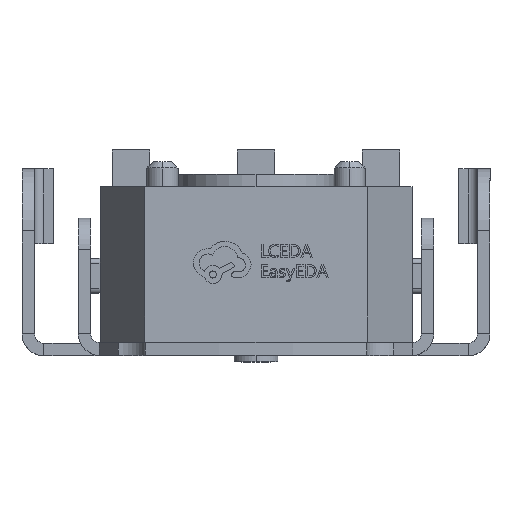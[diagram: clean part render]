
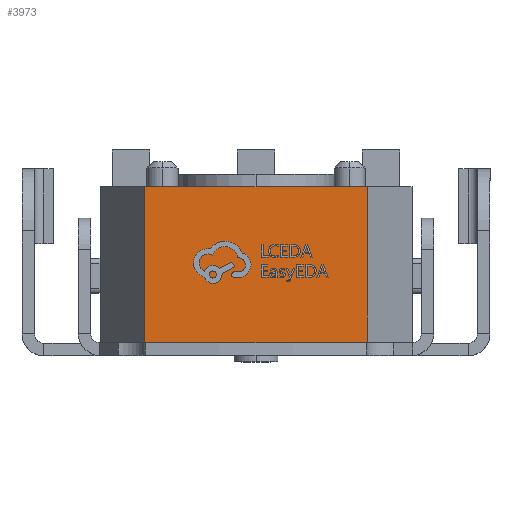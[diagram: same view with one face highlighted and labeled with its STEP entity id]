
A CAD part, top view. The second image highlights one B-rep face of the part: STEP entity #3973.
In plain terms, the highlighted planar face has unit normal (0, 0, 1).
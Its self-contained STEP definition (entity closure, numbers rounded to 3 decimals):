
#1229 = ORIENTED_EDGE ( 'NONE', *, *, #3676, .F. ) ;
#1266 = ORIENTED_EDGE ( 'NONE', *, *, #9762, .F. ) ;
#1731 = PLANE ( 'NONE',  #10856 ) ;
#2352 = DIRECTION ( 'NONE',  ( 1., 0., 0. ) ) ;
#2643 = CARTESIAN_POINT ( 'NONE',  ( -1.781, -1.34, 7. ) ) ;
#2656 = ORIENTED_EDGE ( 'NONE', *, *, #2780, .T. ) ;
#2780 = EDGE_CURVE ( 'NONE', #21063, #22624, #8618, .T. ) ;
#2938 = EDGE_CURVE ( 'NONE', #22624, #17346, #3809, .T. ) ;
#3325 = DIRECTION ( 'NONE',  ( 0., -1., 0. ) ) ;
#3676 = EDGE_CURVE ( 'NONE', #12456, #17346, #12626, .T. ) ;
#3809 = LINE ( 'NONE', #11273, #18898 ) ;
#3973 = ADVANCED_FACE ( 'NONE', ( #23975 ), #1731, .F. ) ;
#4959 = DIRECTION ( 'NONE',  ( 0., 0., -1. ) ) ;
#5497 = CARTESIAN_POINT ( 'NONE',  ( -1.781, 1.15, 7. ) ) ;
#6861 = DIRECTION ( 'NONE',  ( 1., 0., 0. ) ) ;
#6919 = VECTOR ( 'NONE', #3325, 1000. ) ;
#7187 = ORIENTED_EDGE ( 'NONE', *, *, #2938, .T. ) ;
#8319 = CARTESIAN_POINT ( 'NONE',  ( 1.781, -1.34, 7. ) ) ;
#8491 = CARTESIAN_POINT ( 'NONE',  ( -1.781, 1.15, 7. ) ) ;
#8618 = LINE ( 'NONE', #8491, #13850 ) ;
#9762 = EDGE_CURVE ( 'NONE', #21063, #12456, #12259, .T. ) ;
#10856 = AXIS2_PLACEMENT_3D ( 'NONE', #19687, #4959, #12435 ) ;
#11273 = CARTESIAN_POINT ( 'NONE',  ( 1.781, -1.34, 7. ) ) ;
#12259 = LINE ( 'NONE', #12368, #12522 ) ;
#12368 = CARTESIAN_POINT ( 'NONE',  ( 1.781, 1.15, 7. ) ) ;
#12435 = DIRECTION ( 'NONE',  ( -1., 0., 0. ) ) ;
#12456 = VERTEX_POINT ( 'NONE', #14424 ) ;
#12522 = VECTOR ( 'NONE', #6861, 1000. ) ;
#12626 = LINE ( 'NONE', #20369, #6919 ) ;
#13850 = VECTOR ( 'NONE', #15823, 1000. ) ;
#14424 = CARTESIAN_POINT ( 'NONE',  ( 1.781, 1.15, 7. ) ) ;
#15823 = DIRECTION ( 'NONE',  ( 0., -1., 0. ) ) ;
#17346 = VERTEX_POINT ( 'NONE', #8319 ) ;
#18898 = VECTOR ( 'NONE', #2352, 1000. ) ;
#19687 = CARTESIAN_POINT ( 'NONE',  ( 1.781, 1.15, 7. ) ) ;
#20369 = CARTESIAN_POINT ( 'NONE',  ( 1.781, 1.15, 7. ) ) ;
#21063 = VERTEX_POINT ( 'NONE', #5497 ) ;
#22624 = VERTEX_POINT ( 'NONE', #2643 ) ;
#23789 = EDGE_LOOP ( 'NONE', ( #7187, #1229, #1266, #2656 ) ) ;
#23975 = FACE_OUTER_BOUND ( 'NONE', #23789, .T. ) ;
